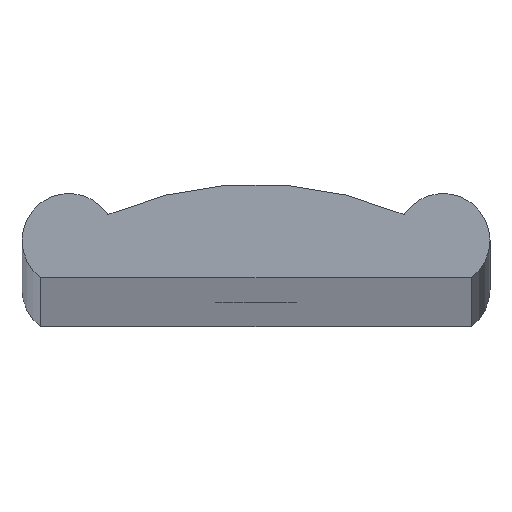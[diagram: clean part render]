
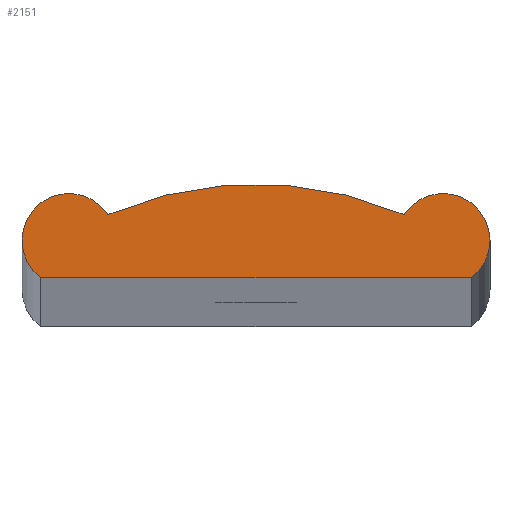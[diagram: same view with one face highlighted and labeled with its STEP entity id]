
A CAD part, top view. The second image highlights one B-rep face of the part: STEP entity #2151.
In plain terms, the highlighted planar face has unit normal (0, 0, 1).
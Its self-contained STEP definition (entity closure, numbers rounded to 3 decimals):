
#17 = DIRECTION ( 'NONE',  ( 0., 0., 1. ) ) ;
#199 = ORIENTED_EDGE ( 'NONE', *, *, #2055, .T. ) ;
#538 = CARTESIAN_POINT ( 'NONE',  ( -23., 0., 1500. ) ) ;
#1323 = CARTESIAN_POINT ( 'NONE',  ( -15.817, 6.74, 1500. ) ) ;
#1394 = DIRECTION ( 'NONE',  ( 1., 0., 0. ) ) ;
#2027 = VERTEX_POINT ( 'NONE', #538 ) ;
#2055 = EDGE_CURVE ( 'NONE', #9806, #2027, #8424, .T. ) ;
#2151 = ADVANCED_FACE ( 'NONE', ( #10169 ), #10232, .T. ) ;
#2183 = CARTESIAN_POINT ( 'NONE',  ( 23., 0., 1500. ) ) ;
#2260 = ORIENTED_EDGE ( 'NONE', *, *, #7196, .T. ) ;
#2476 = DIRECTION ( 'NONE',  ( -1., 0., 0. ) ) ;
#3361 = CARTESIAN_POINT ( 'NONE',  ( 15.817, 6.74, 1500. ) ) ;
#3770 = DIRECTION ( 'NONE',  ( 0., 0., 1. ) ) ;
#4086 = DIRECTION ( 'NONE',  ( 0., 0., 1. ) ) ;
#4418 = CIRCLE ( 'NONE', #7054, 5. ) ;
#4448 = CARTESIAN_POINT ( 'NONE',  ( -20., 4., 1500. ) ) ;
#4548 = EDGE_CURVE ( 'NONE', #6441, #8919, #4418, .T. ) ;
#4734 = ORIENTED_EDGE ( 'NONE', *, *, #7504, .T. ) ;
#4773 = CARTESIAN_POINT ( 'NONE',  ( 0., -30., 1500. ) ) ;
#5271 = AXIS2_PLACEMENT_3D ( 'NONE', #4773, #17, #6452 ) ;
#5931 = EDGE_LOOP ( 'NONE', ( #199, #2260, #6367, #4734 ) ) ;
#6012 = CARTESIAN_POINT ( 'NONE',  ( 23., 0., 1500. ) ) ;
#6367 = ORIENTED_EDGE ( 'NONE', *, *, #4548, .T. ) ;
#6409 = VECTOR ( 'NONE', #1394, 1000. ) ;
#6441 = VERTEX_POINT ( 'NONE', #6012 ) ;
#6452 = DIRECTION ( 'NONE',  ( -1., 0., 0. ) ) ;
#7054 = AXIS2_PLACEMENT_3D ( 'NONE', #8998, #4086, #2476 ) ;
#7196 = EDGE_CURVE ( 'NONE', #2027, #6441, #8507, .T. ) ;
#7504 = EDGE_CURVE ( 'NONE', #8919, #9806, #9126, .T. ) ;
#7716 = DIRECTION ( 'NONE',  ( 1., 0., 0. ) ) ;
#7797 = CARTESIAN_POINT ( 'NONE',  ( -20., 4., 1500. ) ) ;
#8424 = CIRCLE ( 'NONE', #9205, 5. ) ;
#8471 = DIRECTION ( 'NONE',  ( 0., 0., 1. ) ) ;
#8507 = LINE ( 'NONE', #2183, #6409 ) ;
#8632 = DIRECTION ( 'NONE',  ( 1., 0., 0. ) ) ;
#8919 = VERTEX_POINT ( 'NONE', #3361 ) ;
#8958 = AXIS2_PLACEMENT_3D ( 'NONE', #7797, #3770, #8632 ) ;
#8998 = CARTESIAN_POINT ( 'NONE',  ( 20., 4., 1500. ) ) ;
#9126 = CIRCLE ( 'NONE', #5271, 40. ) ;
#9205 = AXIS2_PLACEMENT_3D ( 'NONE', #4448, #8471, #7716 ) ;
#9806 = VERTEX_POINT ( 'NONE', #1323 ) ;
#10169 = FACE_OUTER_BOUND ( 'NONE', #5931, .T. ) ;
#10232 = PLANE ( 'NONE',  #8958 ) ;
